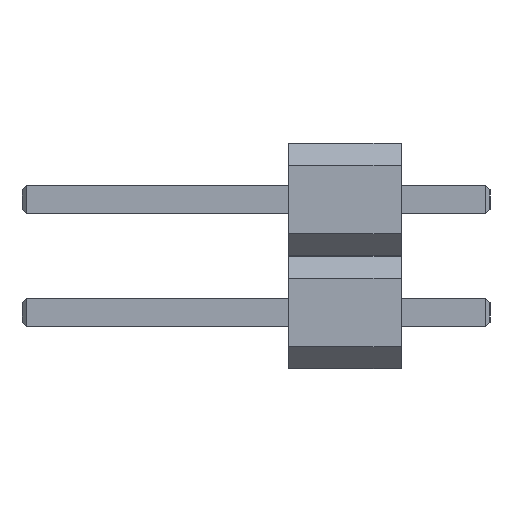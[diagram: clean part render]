
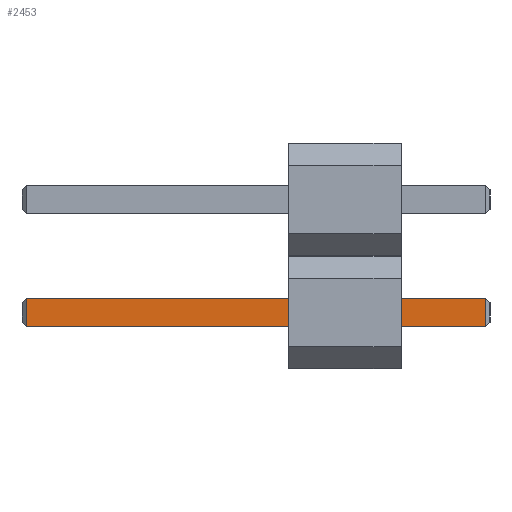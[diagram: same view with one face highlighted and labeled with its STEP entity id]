
A CAD part, left-side view. The second image highlights one B-rep face of the part: STEP entity #2453.
In plain terms, the highlighted planar face has unit normal (-1, 0, 0).
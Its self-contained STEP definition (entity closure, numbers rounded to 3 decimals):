
#74 = VERTEX_POINT ( 'NONE', #4149 ) ;
#87 = CARTESIAN_POINT ( 'NONE',  ( -11.75, 8.44, -0.32 ) ) ;
#324 = ORIENTED_EDGE ( 'NONE', *, *, #5410, .T. ) ;
#592 = PLANE ( 'NONE',  #4110 ) ;
#652 = ORIENTED_EDGE ( 'NONE', *, *, #2441, .T. ) ;
#697 = VECTOR ( 'NONE', #5051, 1000. ) ;
#724 = VECTOR ( 'NONE', #5647, 1000. ) ;
#734 = EDGE_LOOP ( 'NONE', ( #652, #3131, #324, #3683 ) ) ;
#776 = EDGE_CURVE ( 'NONE', #3226, #1951, #5617, .T. ) ;
#863 = DIRECTION ( 'NONE',  ( 0., 1., 0. ) ) ;
#1071 = DIRECTION ( 'NONE',  ( 0., 0., 1. ) ) ;
#1255 = CARTESIAN_POINT ( 'NONE',  ( -11.75, 8.44, -0.32 ) ) ;
#1470 = DIRECTION ( 'NONE',  ( -1., 0., 0. ) ) ;
#1951 = VERTEX_POINT ( 'NONE', #3409 ) ;
#2027 = CARTESIAN_POINT ( 'NONE',  ( -11.75, -1.9, 0.32 ) ) ;
#2441 = EDGE_CURVE ( 'NONE', #74, #3226, #2717, .T. ) ;
#2453 = ADVANCED_FACE ( 'NONE', ( #5719 ), #592, .T. ) ;
#2717 = LINE ( 'NONE', #1255, #697 ) ;
#3131 = ORIENTED_EDGE ( 'NONE', *, *, #776, .T. ) ;
#3226 = VERTEX_POINT ( 'NONE', #87 ) ;
#3284 = DIRECTION ( 'NONE',  ( 0., 0., 1. ) ) ;
#3409 = CARTESIAN_POINT ( 'NONE',  ( -11.75, -1.9, -0.32 ) ) ;
#3490 = LINE ( 'NONE', #5589, #4880 ) ;
#3683 = ORIENTED_EDGE ( 'NONE', *, *, #3700, .T. ) ;
#3700 = EDGE_CURVE ( 'NONE', #4991, #74, #5272, .T. ) ;
#4110 = AXIS2_PLACEMENT_3D ( 'NONE', #5258, #1470, #1071 ) ;
#4149 = CARTESIAN_POINT ( 'NONE',  ( -11.75, 8.44, 0.32 ) ) ;
#4880 = VECTOR ( 'NONE', #3284, 1000. ) ;
#4991 = VERTEX_POINT ( 'NONE', #2027 ) ;
#5039 = VECTOR ( 'NONE', #863, 1000. ) ;
#5051 = DIRECTION ( 'NONE',  ( 0., 0., -1. ) ) ;
#5214 = CARTESIAN_POINT ( 'NONE',  ( -11.75, -2., -0.32 ) ) ;
#5258 = CARTESIAN_POINT ( 'NONE',  ( -11.75, -2., -0.32 ) ) ;
#5272 = LINE ( 'NONE', #5611, #5039 ) ;
#5410 = EDGE_CURVE ( 'NONE', #1951, #4991, #3490, .T. ) ;
#5589 = CARTESIAN_POINT ( 'NONE',  ( -11.75, -1.9, -0.32 ) ) ;
#5611 = CARTESIAN_POINT ( 'NONE',  ( -11.75, -2., 0.32 ) ) ;
#5617 = LINE ( 'NONE', #5214, #724 ) ;
#5647 = DIRECTION ( 'NONE',  ( 0., -1., 0. ) ) ;
#5719 = FACE_OUTER_BOUND ( 'NONE', #734, .T. ) ;
